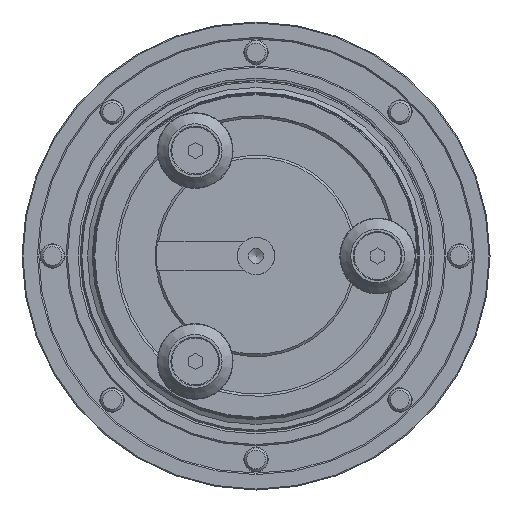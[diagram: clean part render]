
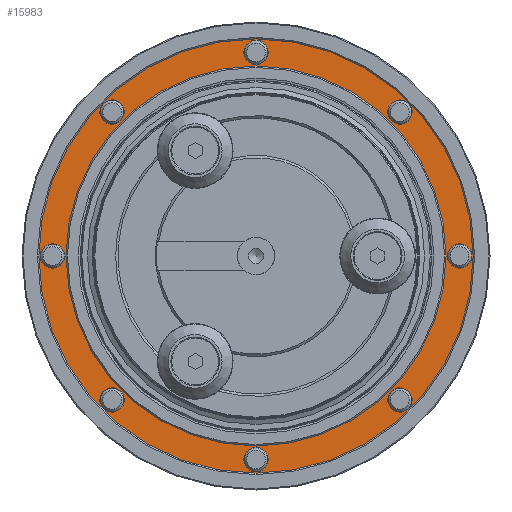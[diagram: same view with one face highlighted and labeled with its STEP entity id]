
A CAD part, front view. The second image highlights one B-rep face of the part: STEP entity #15983.
In plain terms, the highlighted planar face has unit normal (0, -1, 0).
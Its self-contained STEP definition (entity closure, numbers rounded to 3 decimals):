
#57 = ORIENTED_EDGE ( 'NONE', *, *, #11240, .F. ) ;
#196 = ORIENTED_EDGE ( 'NONE', *, *, #2300, .F. ) ;
#412 = DIRECTION ( 'NONE',  ( 0., 0., 1. ) ) ;
#730 = VERTEX_POINT ( 'NONE', #7349 ) ;
#768 = DIRECTION ( 'NONE',  ( 0., 0., 1. ) ) ;
#906 = VERTEX_POINT ( 'NONE', #6364 ) ;
#1014 = ORIENTED_EDGE ( 'NONE', *, *, #3879, .F. ) ;
#1152 = DIRECTION ( 'NONE',  ( 0., 0., 1. ) ) ;
#1223 = AXIS2_PLACEMENT_3D ( 'NONE', #1250, #15020, #1152 ) ;
#1250 = CARTESIAN_POINT ( 'NONE',  ( 40.6, -9.7, 0. ) ) ;
#1272 = ORIENTED_EDGE ( 'NONE', *, *, #10596, .F. ) ;
#1360 = DIRECTION ( 'NONE',  ( 0., 0., 1. ) ) ;
#1754 = CIRCLE ( 'NONE', #17417, 2.6 ) ;
#1772 = AXIS2_PLACEMENT_3D ( 'NONE', #3574, #16939, #768 ) ;
#2033 = CARTESIAN_POINT ( 'NONE',  ( 0., -9.7, 46.4 ) ) ;
#2300 = EDGE_CURVE ( 'NONE', #3478, #3478, #11185, .T. ) ;
#2611 = DIRECTION ( 'NONE',  ( 0., -1., 0. ) ) ;
#2637 = DIRECTION ( 'NONE',  ( 0., 0., 1. ) ) ;
#2909 = AXIS2_PLACEMENT_3D ( 'NONE', #10506, #15796, #7469 ) ;
#2919 = ORIENTED_EDGE ( 'NONE', *, *, #17494, .F. ) ;
#3020 = CIRCLE ( 'NONE', #4735, 2.6 ) ;
#3093 = PLANE ( 'NONE',  #1223 ) ;
#3299 = EDGE_LOOP ( 'NONE', ( #57 ) ) ;
#3362 = EDGE_LOOP ( 'NONE', ( #2919 ) ) ;
#3446 = ORIENTED_EDGE ( 'NONE', *, *, #14331, .F. ) ;
#3478 = VERTEX_POINT ( 'NONE', #15814 ) ;
#3574 = CARTESIAN_POINT ( 'NONE',  ( -30.759, -9.7, 30.759 ) ) ;
#3740 = EDGE_CURVE ( 'NONE', #11222, #11222, #7839, .T. ) ;
#3817 = ORIENTED_EDGE ( 'NONE', *, *, #10361, .F. ) ;
#3879 = EDGE_CURVE ( 'NONE', #12674, #12674, #3020, .T. ) ;
#4048 = ORIENTED_EDGE ( 'NONE', *, *, #3740, .F. ) ;
#4484 = DIRECTION ( 'NONE',  ( 0., -1., 0. ) ) ;
#4663 = CIRCLE ( 'NONE', #9208, 40.6 ) ;
#4735 = AXIS2_PLACEMENT_3D ( 'NONE', #9825, #15297, #12617 ) ;
#4963 = AXIS2_PLACEMENT_3D ( 'NONE', #5654, #4484, #9923 ) ;
#5372 = FACE_BOUND ( 'NONE', #3299, .T. ) ;
#5574 = AXIS2_PLACEMENT_3D ( 'NONE', #7898, #13395, #2637 ) ;
#5637 = EDGE_CURVE ( 'NONE', #11573, #11573, #4663, .T. ) ;
#5654 = CARTESIAN_POINT ( 'NONE',  ( -43.5, -9.7, 0. ) ) ;
#5784 = FACE_BOUND ( 'NONE', #15219, .T. ) ;
#5933 = EDGE_LOOP ( 'NONE', ( #1014 ) ) ;
#6143 = AXIS2_PLACEMENT_3D ( 'NONE', #7141, #12706, #8674 ) ;
#6364 = CARTESIAN_POINT ( 'NONE',  ( -43.5, -9.7, 2.6 ) ) ;
#6656 = CIRCLE ( 'NONE', #4963, 2.6 ) ;
#6701 = FACE_BOUND ( 'NONE', #16835, .T. ) ;
#6839 = CARTESIAN_POINT ( 'NONE',  ( 0., -9.7, 0. ) ) ;
#7141 = CARTESIAN_POINT ( 'NONE',  ( 43.5, -9.7, 0. ) ) ;
#7190 = FACE_BOUND ( 'NONE', #3362, .T. ) ;
#7349 = CARTESIAN_POINT ( 'NONE',  ( 0., -9.7, -40.9 ) ) ;
#7368 = CARTESIAN_POINT ( 'NONE',  ( 43.5, -9.7, 2.6 ) ) ;
#7438 = CARTESIAN_POINT ( 'NONE',  ( 30.759, -9.7, -28.159 ) ) ;
#7469 = DIRECTION ( 'NONE',  ( 0., 0., 1. ) ) ;
#7839 = CIRCLE ( 'NONE', #6143, 2.6 ) ;
#7898 = CARTESIAN_POINT ( 'NONE',  ( 30.759, -9.7, -30.759 ) ) ;
#8078 = CARTESIAN_POINT ( 'NONE',  ( 30.759, -9.7, 30.759 ) ) ;
#8257 = EDGE_LOOP ( 'NONE', ( #3446 ) ) ;
#8488 = CARTESIAN_POINT ( 'NONE',  ( 0., -9.7, -43.5 ) ) ;
#8561 = EDGE_LOOP ( 'NONE', ( #1272 ) ) ;
#8607 = EDGE_LOOP ( 'NONE', ( #3817 ) ) ;
#8672 = DIRECTION ( 'NONE',  ( 0., 0., 1. ) ) ;
#8674 = DIRECTION ( 'NONE',  ( 0., 0., 1. ) ) ;
#8690 = AXIS2_PLACEMENT_3D ( 'NONE', #15199, #12329, #16252 ) ;
#9002 = VERTEX_POINT ( 'NONE', #2033 ) ;
#9060 = CARTESIAN_POINT ( 'NONE',  ( 0., -9.7, 40.6 ) ) ;
#9208 = AXIS2_PLACEMENT_3D ( 'NONE', #6839, #15267, #412 ) ;
#9367 = FACE_BOUND ( 'NONE', #15940, .T. ) ;
#9555 = FACE_BOUND ( 'NONE', #8561, .T. ) ;
#9825 = CARTESIAN_POINT ( 'NONE',  ( -30.759, -9.7, -30.759 ) ) ;
#9923 = DIRECTION ( 'NONE',  ( 0., 0., 1. ) ) ;
#10361 = EDGE_CURVE ( 'NONE', #16986, #16986, #1754, .T. ) ;
#10506 = CARTESIAN_POINT ( 'NONE',  ( 0., -9.7, 0. ) ) ;
#10596 = EDGE_CURVE ( 'NONE', #730, #730, #14641, .T. ) ;
#11185 = CIRCLE ( 'NONE', #1772, 2.6 ) ;
#11222 = VERTEX_POINT ( 'NONE', #7368 ) ;
#11240 = EDGE_CURVE ( 'NONE', #906, #906, #6656, .T. ) ;
#11339 = DIRECTION ( 'NONE',  ( 0., -1., 0. ) ) ;
#11536 = CIRCLE ( 'NONE', #5574, 2.6 ) ;
#11573 = VERTEX_POINT ( 'NONE', #9060 ) ;
#11693 = EDGE_CURVE ( 'NONE', #15684, #15684, #11536, .T. ) ;
#12032 = VERTEX_POINT ( 'NONE', #15000 ) ;
#12225 = FACE_BOUND ( 'NONE', #13558, .T. ) ;
#12329 = DIRECTION ( 'NONE',  ( 0., -1., 0. ) ) ;
#12617 = DIRECTION ( 'NONE',  ( 0., 0., 1. ) ) ;
#12635 = AXIS2_PLACEMENT_3D ( 'NONE', #8488, #11339, #8672 ) ;
#12674 = VERTEX_POINT ( 'NONE', #12852 ) ;
#12706 = DIRECTION ( 'NONE',  ( 0., -1., 0. ) ) ;
#12776 = ORIENTED_EDGE ( 'NONE', *, *, #11693, .F. ) ;
#12828 = CARTESIAN_POINT ( 'NONE',  ( 30.759, -9.7, 33.359 ) ) ;
#12852 = CARTESIAN_POINT ( 'NONE',  ( -30.759, -9.7, -28.159 ) ) ;
#13395 = DIRECTION ( 'NONE',  ( 0., -1., 0. ) ) ;
#13558 = EDGE_LOOP ( 'NONE', ( #14023 ) ) ;
#13938 = FACE_OUTER_BOUND ( 'NONE', #8257, .T. ) ;
#14023 = ORIENTED_EDGE ( 'NONE', *, *, #5637, .T. ) ;
#14136 = CIRCLE ( 'NONE', #8690, 2.6 ) ;
#14331 = EDGE_CURVE ( 'NONE', #9002, #9002, #17415, .T. ) ;
#14641 = CIRCLE ( 'NONE', #12635, 2.6 ) ;
#14844 = FACE_BOUND ( 'NONE', #5933, .T. ) ;
#15000 = CARTESIAN_POINT ( 'NONE',  ( 0., -9.7, 46.1 ) ) ;
#15020 = DIRECTION ( 'NONE',  ( 0., 1., 0. ) ) ;
#15199 = CARTESIAN_POINT ( 'NONE',  ( 0., -9.7, 43.5 ) ) ;
#15219 = EDGE_LOOP ( 'NONE', ( #12776 ) ) ;
#15267 = DIRECTION ( 'NONE',  ( 0., 1., 0. ) ) ;
#15297 = DIRECTION ( 'NONE',  ( 0., -1., 0. ) ) ;
#15684 = VERTEX_POINT ( 'NONE', #7438 ) ;
#15796 = DIRECTION ( 'NONE',  ( 0., 1., 0. ) ) ;
#15814 = CARTESIAN_POINT ( 'NONE',  ( -30.759, -9.7, 33.359 ) ) ;
#15940 = EDGE_LOOP ( 'NONE', ( #4048 ) ) ;
#15983 = ADVANCED_FACE ( 'NONE', ( #13938, #12225, #9367, #17652, #7190, #6701, #5372, #14844, #9555, #5784 ), #3093, .F. ) ;
#16252 = DIRECTION ( 'NONE',  ( 0., 0., 1. ) ) ;
#16835 = EDGE_LOOP ( 'NONE', ( #196 ) ) ;
#16939 = DIRECTION ( 'NONE',  ( 0., -1., 0. ) ) ;
#16986 = VERTEX_POINT ( 'NONE', #12828 ) ;
#17415 = CIRCLE ( 'NONE', #2909, 46.4 ) ;
#17417 = AXIS2_PLACEMENT_3D ( 'NONE', #8078, #2611, #1360 ) ;
#17494 = EDGE_CURVE ( 'NONE', #12032, #12032, #14136, .T. ) ;
#17652 = FACE_BOUND ( 'NONE', #8607, .T. ) ;
